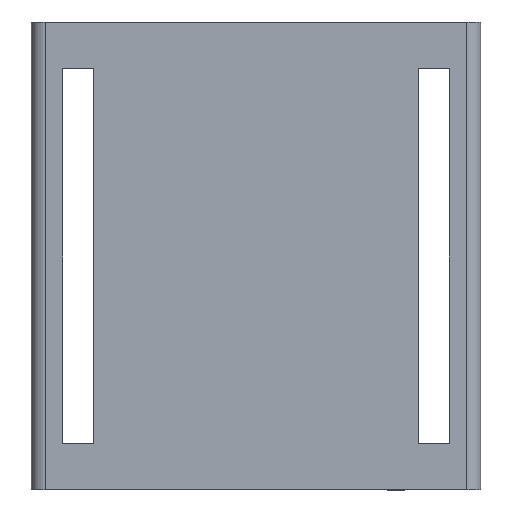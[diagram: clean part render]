
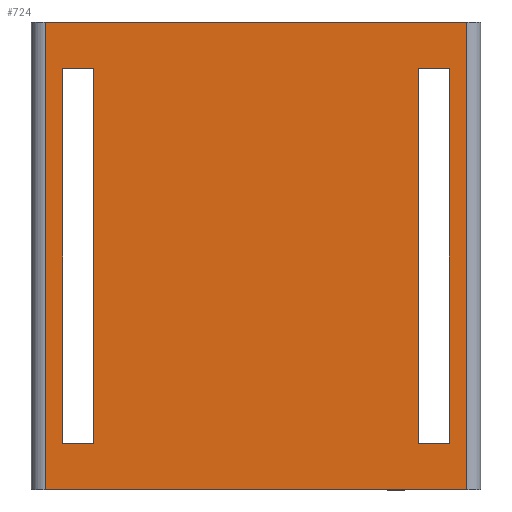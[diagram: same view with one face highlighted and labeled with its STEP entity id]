
A CAD part, front view. The second image highlights one B-rep face of the part: STEP entity #724.
In plain terms, the highlighted planar face has unit normal (0, -1, 0).
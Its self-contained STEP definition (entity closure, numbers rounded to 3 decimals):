
#4 = CARTESIAN_POINT ( 'NONE',  ( 27.134, 0., 6.506 ) ) ;
#12 = EDGE_CURVE ( 'NONE', #1314, #656, #911, .T. ) ;
#18 = LINE ( 'NONE', #370, #126 ) ;
#31 = CARTESIAN_POINT ( 'NONE',  ( 23.8, 0., 6.506 ) ) ;
#33 = ORIENTED_EDGE ( 'NONE', *, *, #1429, .F. ) ;
#41 = VERTEX_POINT ( 'NONE', #1458 ) ;
#49 = DIRECTION ( 'NONE',  ( 0., 0., -1. ) ) ;
#54 = EDGE_CURVE ( 'NONE', #623, #495, #1248, .T. ) ;
#56 = EDGE_CURVE ( 'NONE', #41, #1314, #1000, .T. ) ;
#96 = CARTESIAN_POINT ( 'NONE',  ( -14.2, 0., 6.506 ) ) ;
#101 = VECTOR ( 'NONE', #1129, 1000. ) ;
#123 = DIRECTION ( 'NONE',  ( -1., 0., 0. ) ) ;
#126 = VECTOR ( 'NONE', #819, 1000. ) ;
#135 = CARTESIAN_POINT ( 'NONE',  ( 27.134, 0., -33.494 ) ) ;
#155 = CARTESIAN_POINT ( 'NONE',  ( 27.134, 0., 6.506 ) ) ;
#211 = CARTESIAN_POINT ( 'NONE',  ( -16.033, 0., 11.506 ) ) ;
#212 = CARTESIAN_POINT ( 'NONE',  ( -14.2, 0., -33.494 ) ) ;
#224 = VECTOR ( 'NONE', #249, 1000. ) ;
#249 = DIRECTION ( 'NONE',  ( -1., 0., 0. ) ) ;
#250 = DIRECTION ( 'NONE',  ( 1., 0., 0. ) ) ;
#254 = VECTOR ( 'NONE', #1330, 1000. ) ;
#259 = CARTESIAN_POINT ( 'NONE',  ( -17.533, 0., 11.506 ) ) ;
#267 = EDGE_CURVE ( 'NONE', #1361, #289, #808, .T. ) ;
#279 = FACE_BOUND ( 'NONE', #1011, .T. ) ;
#289 = VERTEX_POINT ( 'NONE', #606 ) ;
#302 = EDGE_LOOP ( 'NONE', ( #521, #690, #1341, #1117 ) ) ;
#306 = AXIS2_PLACEMENT_3D ( 'NONE', #403, #734, #49 ) ;
#330 = VECTOR ( 'NONE', #881, 1000. ) ;
#331 = VECTOR ( 'NONE', #1131, 1000. ) ;
#357 = DIRECTION ( 'NONE',  ( 0., 0., -1. ) ) ;
#364 = LINE ( 'NONE', #259, #101 ) ;
#366 = LINE ( 'NONE', #1392, #467 ) ;
#370 = CARTESIAN_POINT ( 'NONE',  ( -14.2, 0., -33.494 ) ) ;
#389 = CARTESIAN_POINT ( 'NONE',  ( -16.033, 0., -38.494 ) ) ;
#403 = CARTESIAN_POINT ( 'NONE',  ( 0., 0., 0. ) ) ;
#411 = ORIENTED_EDGE ( 'NONE', *, *, #984, .F. ) ;
#412 = EDGE_LOOP ( 'NONE', ( #33, #735, #411, #831 ) ) ;
#460 = VERTEX_POINT ( 'NONE', #1367 ) ;
#467 = VECTOR ( 'NONE', #829, 1000. ) ;
#469 = CARTESIAN_POINT ( 'NONE',  ( -17.533, 0., -38.494 ) ) ;
#493 = DIRECTION ( 'NONE',  ( 0., 0., 1. ) ) ;
#495 = VERTEX_POINT ( 'NONE', #670 ) ;
#515 = VECTOR ( 'NONE', #493, 1000. ) ;
#521 = ORIENTED_EDGE ( 'NONE', *, *, #12, .T. ) ;
#530 = VERTEX_POINT ( 'NONE', #96 ) ;
#585 = VERTEX_POINT ( 'NONE', #1358 ) ;
#595 = LINE ( 'NONE', #4, #1005 ) ;
#606 = CARTESIAN_POINT ( 'NONE',  ( 27.134, 0., -33.494 ) ) ;
#613 = CARTESIAN_POINT ( 'NONE',  ( 28.967, 0., -38.494 ) ) ;
#623 = VERTEX_POINT ( 'NONE', #613 ) ;
#656 = VERTEX_POINT ( 'NONE', #825 ) ;
#670 = CARTESIAN_POINT ( 'NONE',  ( 28.967, 0., 11.506 ) ) ;
#683 = LINE ( 'NONE', #469, #331 ) ;
#690 = ORIENTED_EDGE ( 'NONE', *, *, #1402, .T. ) ;
#724 = ADVANCED_FACE ( 'NONE', ( #1170, #279, #1291 ), #1400, .T. ) ;
#734 = DIRECTION ( 'NONE',  ( 0., -1., 0. ) ) ;
#735 = ORIENTED_EDGE ( 'NONE', *, *, #1354, .T. ) ;
#770 = VECTOR ( 'NONE', #1259, 1000. ) ;
#788 = CARTESIAN_POINT ( 'NONE',  ( -10.866, 0., -33.494 ) ) ;
#808 = LINE ( 'NONE', #155, #770 ) ;
#819 = DIRECTION ( 'NONE',  ( 0., 0., 1. ) ) ;
#825 = CARTESIAN_POINT ( 'NONE',  ( -14.2, 0., -33.494 ) ) ;
#829 = DIRECTION ( 'NONE',  ( 1., 0., 0. ) ) ;
#831 = ORIENTED_EDGE ( 'NONE', *, *, #54, .T. ) ;
#875 = ORIENTED_EDGE ( 'NONE', *, *, #1421, .T. ) ;
#881 = DIRECTION ( 'NONE',  ( 0., 0., 1. ) ) ;
#892 = VECTOR ( 'NONE', #357, 1000. ) ;
#899 = LINE ( 'NONE', #1240, #892 ) ;
#904 = VERTEX_POINT ( 'NONE', #211 ) ;
#911 = LINE ( 'NONE', #212, #1216 ) ;
#984 = EDGE_CURVE ( 'NONE', #623, #1138, #683, .T. ) ;
#1000 = LINE ( 'NONE', #788, #254 ) ;
#1005 = VECTOR ( 'NONE', #250, 1000. ) ;
#1011 = EDGE_LOOP ( 'NONE', ( #875, #1239, #1213, #1188 ) ) ;
#1089 = EDGE_CURVE ( 'NONE', #585, #460, #1373, .T. ) ;
#1094 = EDGE_CURVE ( 'NONE', #530, #41, #366, .T. ) ;
#1117 = ORIENTED_EDGE ( 'NONE', *, *, #56, .T. ) ;
#1129 = DIRECTION ( 'NONE',  ( 1., 0., 0. ) ) ;
#1131 = DIRECTION ( 'NONE',  ( -1., 0., 0. ) ) ;
#1138 = VERTEX_POINT ( 'NONE', #389 ) ;
#1170 = FACE_OUTER_BOUND ( 'NONE', #412, .T. ) ;
#1188 = ORIENTED_EDGE ( 'NONE', *, *, #1089, .T. ) ;
#1213 = ORIENTED_EDGE ( 'NONE', *, *, #1396, .T. ) ;
#1216 = VECTOR ( 'NONE', #123, 1000. ) ;
#1223 = CARTESIAN_POINT ( 'NONE',  ( -10.866, 0., -33.494 ) ) ;
#1239 = ORIENTED_EDGE ( 'NONE', *, *, #267, .T. ) ;
#1240 = CARTESIAN_POINT ( 'NONE',  ( -16.033, 0., -38.494 ) ) ;
#1248 = LINE ( 'NONE', #1360, #330 ) ;
#1255 = LINE ( 'NONE', #135, #224 ) ;
#1259 = DIRECTION ( 'NONE',  ( 0., 0., -1. ) ) ;
#1291 = FACE_BOUND ( 'NONE', #302, .T. ) ;
#1314 = VERTEX_POINT ( 'NONE', #1223 ) ;
#1330 = DIRECTION ( 'NONE',  ( 0., 0., -1. ) ) ;
#1341 = ORIENTED_EDGE ( 'NONE', *, *, #1094, .T. ) ;
#1348 = CARTESIAN_POINT ( 'NONE',  ( 27.134, 0., 6.506 ) ) ;
#1354 = EDGE_CURVE ( 'NONE', #904, #1138, #899, .T. ) ;
#1358 = CARTESIAN_POINT ( 'NONE',  ( 23.8, 0., -33.494 ) ) ;
#1360 = CARTESIAN_POINT ( 'NONE',  ( 28.967, 0., 11.506 ) ) ;
#1361 = VERTEX_POINT ( 'NONE', #1348 ) ;
#1367 = CARTESIAN_POINT ( 'NONE',  ( 23.8, 0., 6.506 ) ) ;
#1373 = LINE ( 'NONE', #31, #515 ) ;
#1392 = CARTESIAN_POINT ( 'NONE',  ( -14.2, 0., 6.506 ) ) ;
#1396 = EDGE_CURVE ( 'NONE', #289, #585, #1255, .T. ) ;
#1400 = PLANE ( 'NONE',  #306 ) ;
#1402 = EDGE_CURVE ( 'NONE', #656, #530, #18, .T. ) ;
#1421 = EDGE_CURVE ( 'NONE', #460, #1361, #595, .T. ) ;
#1429 = EDGE_CURVE ( 'NONE', #904, #495, #364, .T. ) ;
#1458 = CARTESIAN_POINT ( 'NONE',  ( -10.866, 0., 6.506 ) ) ;
